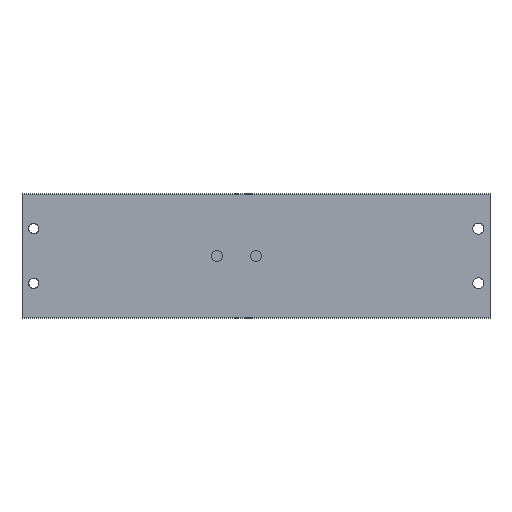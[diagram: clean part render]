
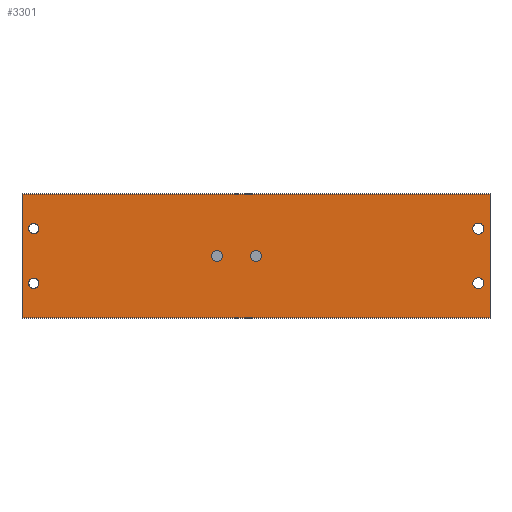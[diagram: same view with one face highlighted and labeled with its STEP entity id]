
A CAD part, top view. The second image highlights one B-rep face of the part: STEP entity #3301.
In plain terms, the highlighted planar face has unit normal (0, 0, 1).
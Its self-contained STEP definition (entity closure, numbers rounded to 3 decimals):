
#111=LINE('',#4994,#358);
#112=LINE('',#4996,#359);
#113=LINE('',#4998,#360);
#114=LINE('',#4999,#361);
#358=VECTOR('',#3965,79.);
#359=VECTOR('',#3966,300.);
#360=VECTOR('',#3967,79.);
#361=VECTOR('',#3968,300.);
#605=PLANE('',#3540);
#693=FACE_BOUND('',#989,.T.);
#694=FACE_BOUND('',#990,.T.);
#695=FACE_BOUND('',#991,.T.);
#696=FACE_BOUND('',#992,.T.);
#697=FACE_BOUND('',#993,.T.);
#698=FACE_BOUND('',#994,.T.);
#779=FACE_OUTER_BOUND('',#988,.T.);
#988=EDGE_LOOP('',(#2280,#2281,#2282,#2283));
#989=EDGE_LOOP('',(#2284));
#990=EDGE_LOOP('',(#2285));
#991=EDGE_LOOP('',(#2286));
#992=EDGE_LOOP('',(#2287));
#993=EDGE_LOOP('',(#2288));
#994=EDGE_LOOP('',(#2289));
#1253=CIRCLE('',#3515,3.3);
#1255=CIRCLE('',#3518,3.3);
#1259=CIRCLE('',#3524,3.5);
#1262=CIRCLE('',#3529,3.5);
#1265=CIRCLE('',#3534,3.5);
#1268=CIRCLE('',#3539,3.5);
#1449=VERTEX_POINT('',#4950);
#1451=VERTEX_POINT('',#4955);
#1455=VERTEX_POINT('',#4965);
#1458=VERTEX_POINT('',#4973);
#1461=VERTEX_POINT('',#4981);
#1464=VERTEX_POINT('',#4989);
#1465=VERTEX_POINT('',#4992);
#1466=VERTEX_POINT('',#4993);
#1467=VERTEX_POINT('',#4995);
#1468=VERTEX_POINT('',#4997);
#1793=EDGE_CURVE('',#1449,#1449,#1253,.T.);
#1795=EDGE_CURVE('',#1451,#1451,#1255,.T.);
#1799=EDGE_CURVE('',#1455,#1455,#1259,.T.);
#1802=EDGE_CURVE('',#1458,#1458,#1262,.T.);
#1805=EDGE_CURVE('',#1461,#1461,#1265,.T.);
#1808=EDGE_CURVE('',#1464,#1464,#1268,.T.);
#1809=EDGE_CURVE('',#1465,#1466,#111,.T.);
#1810=EDGE_CURVE('',#1466,#1467,#112,.T.);
#1811=EDGE_CURVE('',#1468,#1467,#113,.T.);
#1812=EDGE_CURVE('',#1468,#1465,#114,.T.);
#2280=ORIENTED_EDGE('',*,*,#1809,.T.);
#2281=ORIENTED_EDGE('',*,*,#1810,.T.);
#2282=ORIENTED_EDGE('',*,*,#1811,.F.);
#2283=ORIENTED_EDGE('',*,*,#1812,.T.);
#2284=ORIENTED_EDGE('',*,*,#1793,.T.);
#2285=ORIENTED_EDGE('',*,*,#1795,.T.);
#2286=ORIENTED_EDGE('',*,*,#1799,.T.);
#2287=ORIENTED_EDGE('',*,*,#1802,.T.);
#2288=ORIENTED_EDGE('',*,*,#1805,.T.);
#2289=ORIENTED_EDGE('',*,*,#1808,.T.);
#3301=ADVANCED_FACE('',(#779,#693,#694,#695,#696,#697,#698),#605,.F.);
#3515=AXIS2_PLACEMENT_3D('',#4951,#3913,#3914);
#3518=AXIS2_PLACEMENT_3D('',#4956,#3919,#3920);
#3524=AXIS2_PLACEMENT_3D('',#4966,#3931,#3932);
#3529=AXIS2_PLACEMENT_3D('',#4974,#3941,#3942);
#3534=AXIS2_PLACEMENT_3D('',#4982,#3951,#3952);
#3539=AXIS2_PLACEMENT_3D('',#4990,#3961,#3962);
#3540=AXIS2_PLACEMENT_3D('',#4991,#3963,#3964);
#3913=DIRECTION('center_axis',(0.,0.,-1.));
#3914=DIRECTION('ref_axis',(-1.,0.,0.));
#3919=DIRECTION('center_axis',(0.,0.,-1.));
#3920=DIRECTION('ref_axis',(-1.,0.,0.));
#3931=DIRECTION('center_axis',(0.,0.,-1.));
#3932=DIRECTION('ref_axis',(-1.,0.,0.));
#3941=DIRECTION('center_axis',(0.,0.,-1.));
#3942=DIRECTION('ref_axis',(-1.,0.,0.));
#3951=DIRECTION('center_axis',(0.,0.,-1.));
#3952=DIRECTION('ref_axis',(-1.,0.,0.));
#3961=DIRECTION('center_axis',(0.,0.,-1.));
#3962=DIRECTION('ref_axis',(-1.,0.,0.));
#3963=DIRECTION('center_axis',(0.,0.,-1.));
#3964=DIRECTION('ref_axis',(-1.,0.,0.));
#3965=DIRECTION('',(0.,-1.,0.));
#3966=DIRECTION('',(1.,0.,0.));
#3967=DIRECTION('',(0.,-1.,0.));
#3968=DIRECTION('',(-1.,0.,0.));
#4950=CARTESIAN_POINT('',(-145.8,17.5,0.));
#4951=CARTESIAN_POINT('Origin',(-142.5,17.5,0.));
#4955=CARTESIAN_POINT('',(-145.8,-17.5,0.));
#4956=CARTESIAN_POINT('Origin',(-142.5,-17.5,0.));
#4965=CARTESIAN_POINT('',(-3.5,0.,0.));
#4966=CARTESIAN_POINT('Origin',(0.,0.,0.));
#4973=CARTESIAN_POINT('',(-28.5,0.,0.));
#4974=CARTESIAN_POINT('Origin',(-25.,0.,0.));
#4981=CARTESIAN_POINT('',(139.,17.5,0.));
#4982=CARTESIAN_POINT('Origin',(142.5,17.5,0.));
#4989=CARTESIAN_POINT('',(139.,-17.5,0.));
#4990=CARTESIAN_POINT('Origin',(142.5,-17.5,0.));
#4991=CARTESIAN_POINT('Origin',(150.,-40.,0.));
#4992=CARTESIAN_POINT('',(-150.,39.5,0.));
#4993=CARTESIAN_POINT('',(-150.,-39.5,0.));
#4994=CARTESIAN_POINT('',(-150.,-40.,0.));
#4995=CARTESIAN_POINT('',(150.,-39.5,0.));
#4996=CARTESIAN_POINT('',(150.,-39.5,0.));
#4997=CARTESIAN_POINT('',(150.,39.5,0.));
#4998=CARTESIAN_POINT('',(150.,-40.,0.));
#4999=CARTESIAN_POINT('',(150.,39.5,0.));
